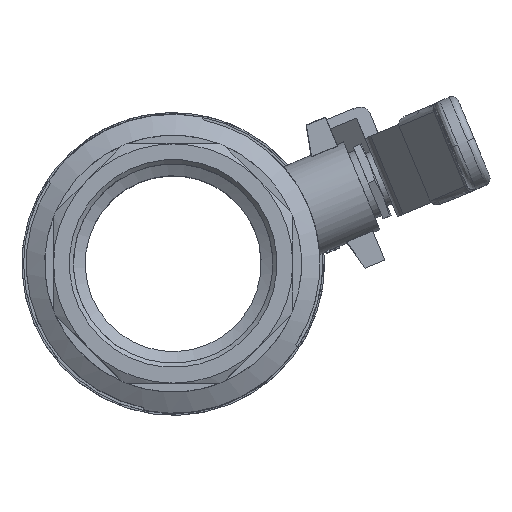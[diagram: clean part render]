
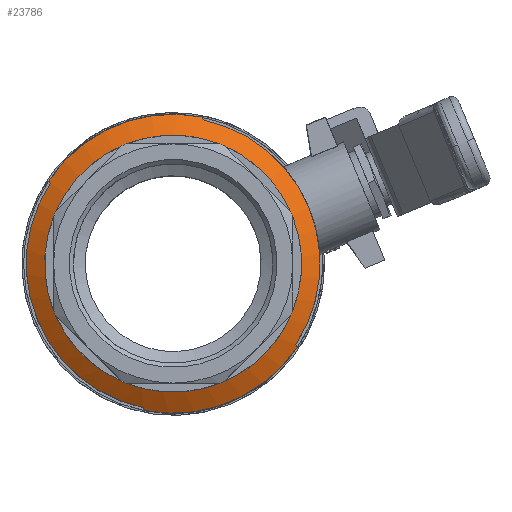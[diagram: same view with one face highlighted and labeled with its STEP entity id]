
A CAD part, top view. The second image highlights one B-rep face of the part: STEP entity #23786.
In plain terms, the highlighted conical face has half-angle 60 degrees and reference radius 41.75 mm.
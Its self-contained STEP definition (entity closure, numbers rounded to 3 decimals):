
#1967=CONICAL_SURFACE('',#34935,41.75,1.047);
#10933=ORIENTED_EDGE('',*,*,#15233,.T.);
#10934=ORIENTED_EDGE('',*,*,#12418,.F.);
#10935=ORIENTED_EDGE('',*,*,#14034,.F.);
#10936=ORIENTED_EDGE('',*,*,#15234,.F.);
#10937=ORIENTED_EDGE('',*,*,#15235,.T.);
#10938=ORIENTED_EDGE('',*,*,#14031,.F.);
#10939=ORIENTED_EDGE('',*,*,#14036,.F.);
#10940=ORIENTED_EDGE('',*,*,#15236,.F.);
#10941=ORIENTED_EDGE('',*,*,#15237,.F.);
#12418=EDGE_CURVE('',#15990,#15992,#18387,.T.);
#14031=EDGE_CURVE('',#17163,#17164,#18501,.T.);
#14034=EDGE_CURVE('',#17165,#15990,#18502,.T.);
#14036=EDGE_CURVE('',#17166,#17163,#18503,.T.);
#15233=EDGE_CURVE('',#17875,#15992,#18551,.T.);
#15234=EDGE_CURVE('',#17876,#17165,#18552,.T.);
#15235=EDGE_CURVE('',#17876,#17164,#18553,.T.);
#15236=EDGE_CURVE('',#17875,#17166,#18554,.T.);
#15237=EDGE_CURVE('',#17877,#17877,#18555,.T.);
#15990=VERTEX_POINT('',#44867);
#15992=VERTEX_POINT('',#44870);
#17163=VERTEX_POINT('',#48235);
#17164=VERTEX_POINT('',#48237);
#17165=VERTEX_POINT('',#48241);
#17166=VERTEX_POINT('',#48244);
#17875=VERTEX_POINT('',#50663);
#17876=VERTEX_POINT('',#50665);
#17877=VERTEX_POINT('',#50669);
#18387=CIRCLE('',#32259,319.274);
#18501=CIRCLE('',#33768,319.274);
#18502=CIRCLE('',#33770,42.5);
#18503=CIRCLE('',#33771,42.5);
#18551=CIRCLE('',#34936,41.75);
#18552=CIRCLE('',#34937,319.274);
#18553=CIRCLE('',#34938,41.75);
#18554=CIRCLE('',#34939,319.274);
#18555=CIRCLE('',#34940,36.5);
#19827=EDGE_LOOP('',(#10933,#10934,#10935,#10936,#10937,#10938,#10939,#10940));
#19828=EDGE_LOOP('',(#10941));
#21273=FACE_BOUND('',#19827,.T.);
#21274=FACE_BOUND('',#19828,.T.);
#23786=ADVANCED_FACE('',(#21273,#21274),#1967,.T.);
#32259=AXIS2_PLACEMENT_3D('',#44869,#35772,#35773);
#33768=AXIS2_PLACEMENT_3D('',#48236,#39357,#39358);
#33770=AXIS2_PLACEMENT_3D('',#48242,#39363,#39364);
#33771=AXIS2_PLACEMENT_3D('',#48245,#39366,#39367);
#34935=AXIS2_PLACEMENT_3D('',#50661,#42238,#42239);
#34936=AXIS2_PLACEMENT_3D('',#50662,#42240,#42241);
#34937=AXIS2_PLACEMENT_3D('',#50664,#42242,#42243);
#34938=AXIS2_PLACEMENT_3D('',#50666,#42244,#42245);
#34939=AXIS2_PLACEMENT_3D('',#50667,#42246,#42247);
#34940=AXIS2_PLACEMENT_3D('',#50668,#42248,#42249);
#35772=DIRECTION('',(-0.924,-0.383,0.));
#35773=DIRECTION('',(0.166,-0.401,0.901));
#39357=DIRECTION('',(0.924,0.383,0.));
#39358=DIRECTION('',(-0.166,0.401,0.901));
#39363=DIRECTION('',(0.,0.,-1.));
#39364=DIRECTION('',(-1.,0.,0.));
#39366=DIRECTION('',(0.,0.,-1.));
#39367=DIRECTION('',(-1.,0.,0.));
#42238=DIRECTION('',(0.,0.,-1.));
#42239=DIRECTION('',(-0.924,-0.383,0.));
#42240=DIRECTION('',(0.,0.,1.));
#42241=DIRECTION('',(0.924,0.383,0.));
#42242=DIRECTION('',(0.924,0.383,0.));
#42243=DIRECTION('',(0.165,-0.398,0.902));
#42244=DIRECTION('',(0.,0.,1.));
#42245=DIRECTION('',(0.924,0.383,0.));
#42246=DIRECTION('',(-0.924,-0.383,0.));
#42247=DIRECTION('',(-0.165,0.398,0.902));
#42248=DIRECTION('',(0.,0.,1.));
#42249=DIRECTION('',(0.707,-0.707,0.));
#44867=CARTESIAN_POINT('',(-8.16,-41.709,-7.964));
#44869=CARTESIAN_POINT('',(-61.128,86.167,-295.676));
#44870=CARTESIAN_POINT('',(-8.505,-40.874,-7.531));
#48235=CARTESIAN_POINT('',(8.16,41.709,-7.964));
#48236=CARTESIAN_POINT('',(61.128,-86.167,-295.676));
#48237=CARTESIAN_POINT('',(8.505,40.874,-7.531));
#48241=CARTESIAN_POINT('',(35.263,-23.723,-7.964));
#48242=CARTESIAN_POINT('',(0.,0.,-7.964));
#48244=CARTESIAN_POINT('',(-35.263,23.723,-7.964));
#48245=CARTESIAN_POINT('',(0.,0.,-7.964));
#50661=CARTESIAN_POINT('',(0.,0.,-7.531));
#50662=CARTESIAN_POINT('',(0.,0.,-7.531));
#50663=CARTESIAN_POINT('',(-34.917,22.888,-7.531));
#50664=CARTESIAN_POINT('',(-17.705,104.153,-295.676));
#50665=CARTESIAN_POINT('',(34.917,-22.888,-7.531));
#50666=CARTESIAN_POINT('',(0.,0.,-7.531));
#50667=CARTESIAN_POINT('',(17.705,-104.153,-295.676));
#50668=CARTESIAN_POINT('',(0.,0.,-4.5));
#50669=CARTESIAN_POINT('',(25.809,-25.809,-4.5));
